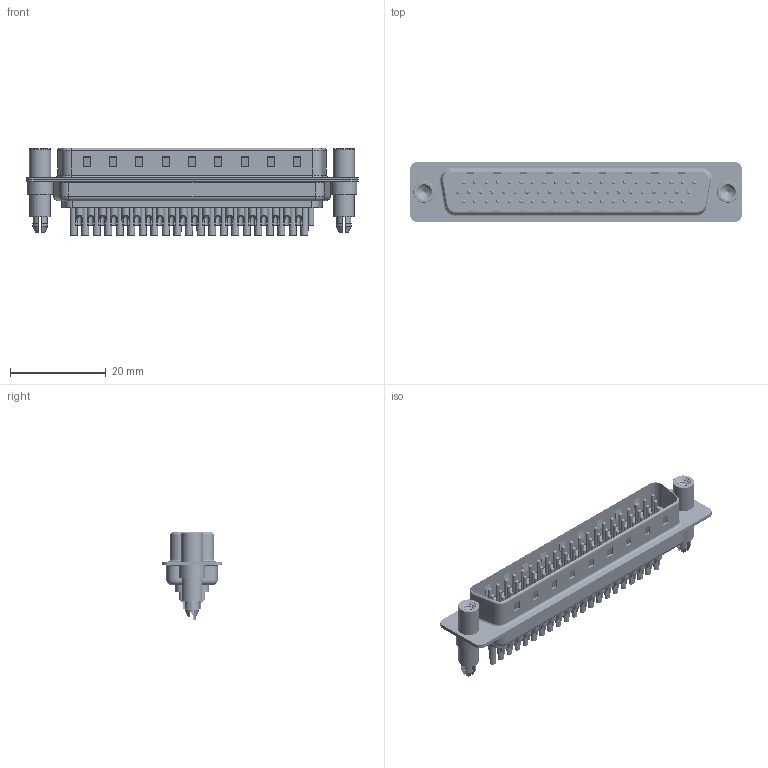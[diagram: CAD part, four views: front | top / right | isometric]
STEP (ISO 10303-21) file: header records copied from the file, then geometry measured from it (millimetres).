
FILE_DESCRIPTION (( 'STEP AP203' ), '1' );
FILE_NAME ('637-M62-332-BN6.STEP', '2018-11-20T02:50:25', ( '' ), ( '' ), 'SwSTEP 2.0', 'SolidWorks 2016', '' );
FILE_SCHEMA (( 'CONFIG_CONTROL_DESIGN' ));
Length unit declared in the file: millimetre
Products named in the file (8): 637-M62-332-BN6; 637M Housing_62 Contacts; 637M Shell Front_62 Contacts; 637M Shell Rear_62 Contacts; 637M Contact Row 1_32; 637M Contact Row 2_32; 637M Contact Row 3_32; 637M 4-40 Threaded Standoff and Boardlock
Assembly tree (67 placements, depth 2):
  637-M62-332-BN6
    637M Housing_62 Contacts
    637M Shell Front_62 Contacts
    637M Shell Rear_62 Contacts
    637M Contact Row 1_32  x21
    637M Contact Row 2_32  x21
    637M Contact Row 3_32  x20
    637M 4-40 Threaded Standoff and Boardlock  x2
Bounding box: 69.4 x 12.5 x 18.25 mm (x, y, z)
Volume: 4459.2 mm3; surface area: 12661.7 mm2
Topology: 67 solids, 67 shells, 2790 faces, 6477 edges, 3966 vertices
Faces by surface type: cylinder 1169, plane 799, torus 670, cone 146, bspline 6
Entity records: 33523 total; most frequent: CARTESIAN_POINT 6336, DIRECTION 5601, ORIENTED_EDGE 4776, EDGE_CURVE 2388, AXIS2_PLACEMENT_3D 2240, VERTEX_POINT 1544, EDGE_LOOP 1322, CIRCLE 1169
